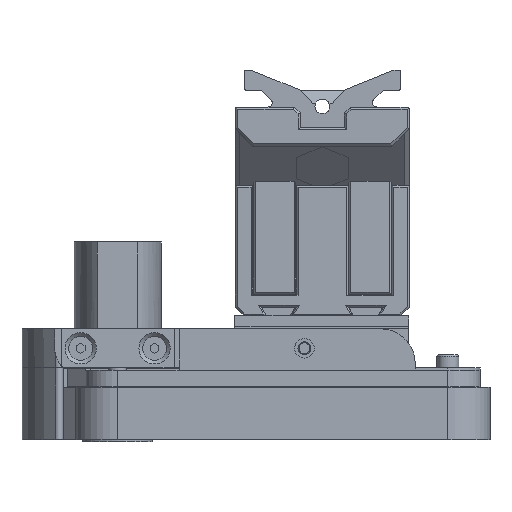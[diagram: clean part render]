
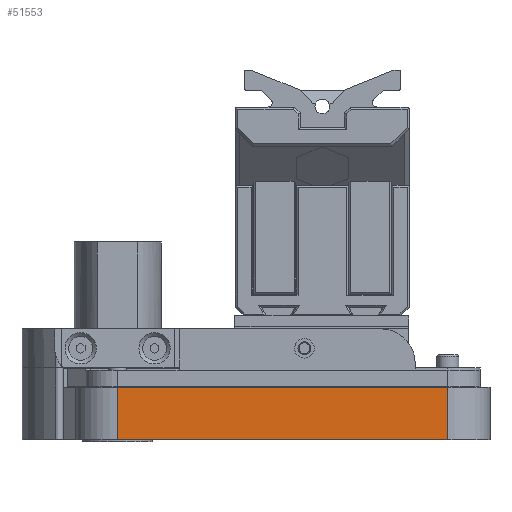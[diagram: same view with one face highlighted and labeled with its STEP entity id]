
A CAD part, top view. The second image highlights one B-rep face of the part: STEP entity #51553.
In plain terms, the highlighted planar face has unit normal (0, 0, 1).
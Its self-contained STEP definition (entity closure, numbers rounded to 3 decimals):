
#51270 = EDGE_CURVE('',#51271,#51273,#51275,.T.);
#51271 = VERTEX_POINT('',#51272);
#51272 = CARTESIAN_POINT('',(0.,-4.5,9.7));
#51273 = VERTEX_POINT('',#51274);
#51274 = CARTESIAN_POINT('',(0.,-16.5,9.7));
#51275 = SURFACE_CURVE('',#51276,(#51280,#51292),.PCURVE_S1.);
#51276 = LINE('',#51277,#51278);
#51277 = CARTESIAN_POINT('',(0.,-4.5,9.7));
#51278 = VECTOR('',#51279,1.);
#51279 = DIRECTION('',(0.,-1.,0.));
#51280 = PCURVE('',#51281,#51286);
#51281 = CYLINDRICAL_SURFACE('',#51282,9.7);
#51282 = AXIS2_PLACEMENT_3D('',#51283,#51284,#51285);
#51283 = CARTESIAN_POINT('',(0.,-4.5,0.));
#51284 = DIRECTION('',(0.,1.,0.));
#51285 = DIRECTION('',(1.,0.,0.));
#51286 = DEFINITIONAL_REPRESENTATION('',(#51287),#51291);
#51287 = LINE('',#51288,#51289);
#51288 = CARTESIAN_POINT('',(-1.571,0.));
#51289 = VECTOR('',#51290,1.);
#51290 = DIRECTION('',(-0.,-1.));
#51291 = ( GEOMETRIC_REPRESENTATION_CONTEXT(2) 
PARAMETRIC_REPRESENTATION_CONTEXT() REPRESENTATION_CONTEXT('2D SPACE',''
  ) );
#51292 = PCURVE('',#51293,#51298);
#51293 = PLANE('',#51294);
#51294 = AXIS2_PLACEMENT_3D('',#51295,#51296,#51297);
#51295 = CARTESIAN_POINT('',(0.,-4.5,9.7));
#51296 = DIRECTION('',(0.,0.,1.));
#51297 = DIRECTION('',(1.,0.,-0.));
#51298 = DEFINITIONAL_REPRESENTATION('',(#51299),#51303);
#51299 = LINE('',#51300,#51301);
#51300 = CARTESIAN_POINT('',(0.,0.));
#51301 = VECTOR('',#51302,1.);
#51302 = DIRECTION('',(0.,-1.));
#51303 = ( GEOMETRIC_REPRESENTATION_CONTEXT(2) 
PARAMETRIC_REPRESENTATION_CONTEXT() REPRESENTATION_CONTEXT('2D SPACE',''
  ) );
#51322 = PLANE('',#51323);
#51323 = AXIS2_PLACEMENT_3D('',#51324,#51325,#51326);
#51324 = CARTESIAN_POINT('',(38.,-16.5,0.));
#51325 = DIRECTION('',(0.,1.,0.));
#51326 = DIRECTION('',(0.,0.,1.));
#51381 = PLANE('',#51382);
#51382 = AXIS2_PLACEMENT_3D('',#51383,#51384,#51385);
#51383 = CARTESIAN_POINT('',(38.,-4.5,0.));
#51384 = DIRECTION('',(0.,1.,0.));
#51385 = DIRECTION('',(0.,0.,1.));
#51440 = CYLINDRICAL_SURFACE('',#51441,9.7);
#51441 = AXIS2_PLACEMENT_3D('',#51442,#51443,#51444);
#51442 = CARTESIAN_POINT('',(76.,-4.5,0.));
#51443 = DIRECTION('',(0.,1.,0.));
#51444 = DIRECTION('',(1.,0.,0.));
#51478 = VERTEX_POINT('',#51479);
#51479 = CARTESIAN_POINT('',(76.,-16.5,9.7));
#51505 = EDGE_CURVE('',#51506,#51478,#51508,.T.);
#51506 = VERTEX_POINT('',#51507);
#51507 = CARTESIAN_POINT('',(76.,-4.5,9.7));
#51508 = SURFACE_CURVE('',#51509,(#51513,#51520),.PCURVE_S1.);
#51509 = LINE('',#51510,#51511);
#51510 = CARTESIAN_POINT('',(76.,-4.5,9.7));
#51511 = VECTOR('',#51512,1.);
#51512 = DIRECTION('',(0.,-1.,0.));
#51513 = PCURVE('',#51440,#51514);
#51514 = DEFINITIONAL_REPRESENTATION('',(#51515),#51519);
#51515 = LINE('',#51516,#51517);
#51516 = CARTESIAN_POINT('',(-7.854,0.));
#51517 = VECTOR('',#51518,1.);
#51518 = DIRECTION('',(-0.,-1.));
#51519 = ( GEOMETRIC_REPRESENTATION_CONTEXT(2) 
PARAMETRIC_REPRESENTATION_CONTEXT() REPRESENTATION_CONTEXT('2D SPACE',''
  ) );
#51520 = PCURVE('',#51293,#51521);
#51521 = DEFINITIONAL_REPRESENTATION('',(#51522),#51526);
#51522 = LINE('',#51523,#51524);
#51523 = CARTESIAN_POINT('',(76.,0.));
#51524 = VECTOR('',#51525,1.);
#51525 = DIRECTION('',(0.,-1.));
#51526 = ( GEOMETRIC_REPRESENTATION_CONTEXT(2) 
PARAMETRIC_REPRESENTATION_CONTEXT() REPRESENTATION_CONTEXT('2D SPACE',''
  ) );
#51553 = ADVANCED_FACE('',(#51554),#51293,.T.);
#51554 = FACE_BOUND('',#51555,.T.);
#51555 = EDGE_LOOP('',(#51556,#51557,#51578,#51579));
#51556 = ORIENTED_EDGE('',*,*,#51270,.T.);
#51557 = ORIENTED_EDGE('',*,*,#51558,.T.);
#51558 = EDGE_CURVE('',#51273,#51478,#51559,.T.);
#51559 = SURFACE_CURVE('',#51560,(#51564,#51571),.PCURVE_S1.);
#51560 = LINE('',#51561,#51562);
#51561 = CARTESIAN_POINT('',(0.,-16.5,9.7));
#51562 = VECTOR('',#51563,1.);
#51563 = DIRECTION('',(1.,0.,0.));
#51564 = PCURVE('',#51293,#51565);
#51565 = DEFINITIONAL_REPRESENTATION('',(#51566),#51570);
#51566 = LINE('',#51567,#51568);
#51567 = CARTESIAN_POINT('',(0.,-12.));
#51568 = VECTOR('',#51569,1.);
#51569 = DIRECTION('',(1.,0.));
#51570 = ( GEOMETRIC_REPRESENTATION_CONTEXT(2) 
PARAMETRIC_REPRESENTATION_CONTEXT() REPRESENTATION_CONTEXT('2D SPACE',''
  ) );
#51571 = PCURVE('',#51322,#51572);
#51572 = DEFINITIONAL_REPRESENTATION('',(#51573),#51577);
#51573 = LINE('',#51574,#51575);
#51574 = CARTESIAN_POINT('',(9.7,-38.));
#51575 = VECTOR('',#51576,1.);
#51576 = DIRECTION('',(0.,1.));
#51577 = ( GEOMETRIC_REPRESENTATION_CONTEXT(2) 
PARAMETRIC_REPRESENTATION_CONTEXT() REPRESENTATION_CONTEXT('2D SPACE',''
  ) );
#51578 = ORIENTED_EDGE('',*,*,#51505,.F.);
#51579 = ORIENTED_EDGE('',*,*,#51580,.F.);
#51580 = EDGE_CURVE('',#51271,#51506,#51581,.T.);
#51581 = SURFACE_CURVE('',#51582,(#51586,#51593),.PCURVE_S1.);
#51582 = LINE('',#51583,#51584);
#51583 = CARTESIAN_POINT('',(0.,-4.5,9.7));
#51584 = VECTOR('',#51585,1.);
#51585 = DIRECTION('',(1.,0.,0.));
#51586 = PCURVE('',#51293,#51587);
#51587 = DEFINITIONAL_REPRESENTATION('',(#51588),#51592);
#51588 = LINE('',#51589,#51590);
#51589 = CARTESIAN_POINT('',(0.,0.));
#51590 = VECTOR('',#51591,1.);
#51591 = DIRECTION('',(1.,0.));
#51592 = ( GEOMETRIC_REPRESENTATION_CONTEXT(2) 
PARAMETRIC_REPRESENTATION_CONTEXT() REPRESENTATION_CONTEXT('2D SPACE',''
  ) );
#51593 = PCURVE('',#51381,#51594);
#51594 = DEFINITIONAL_REPRESENTATION('',(#51595),#51599);
#51595 = LINE('',#51596,#51597);
#51596 = CARTESIAN_POINT('',(9.7,-38.));
#51597 = VECTOR('',#51598,1.);
#51598 = DIRECTION('',(0.,1.));
#51599 = ( GEOMETRIC_REPRESENTATION_CONTEXT(2) 
PARAMETRIC_REPRESENTATION_CONTEXT() REPRESENTATION_CONTEXT('2D SPACE',''
  ) );
